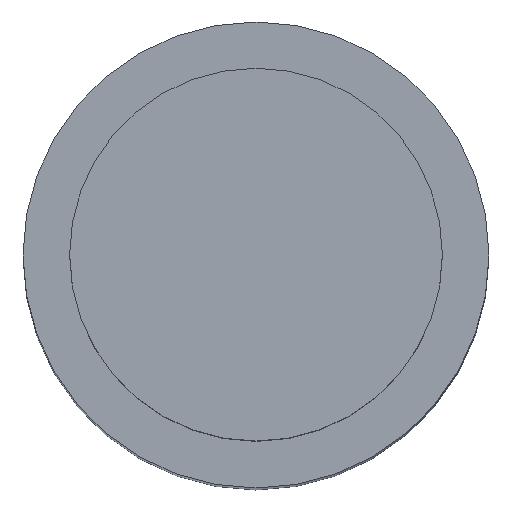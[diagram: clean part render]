
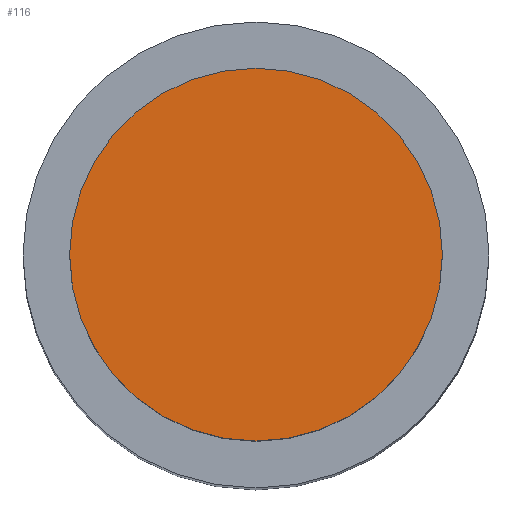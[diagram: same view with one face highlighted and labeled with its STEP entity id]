
A CAD part, top view. The second image highlights one B-rep face of the part: STEP entity #116.
In plain terms, the highlighted planar face has unit normal (0, 0, 1).
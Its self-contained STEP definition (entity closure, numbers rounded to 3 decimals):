
#22=PLANE('',#147);
#31=FACE_OUTER_BOUND('',#43,.T.);
#43=EDGE_LOOP('',(#103));
#57=CIRCLE('',#142,10.);
#65=VERTEX_POINT('',#207);
#75=EDGE_CURVE('',#65,#65,#57,.T.);
#103=ORIENTED_EDGE('',*,*,#75,.T.);
#116=ADVANCED_FACE('',(#31),#22,.T.);
#142=AXIS2_PLACEMENT_3D('',#208,#174,#175);
#147=AXIS2_PLACEMENT_3D('',#217,#186,#187);
#174=DIRECTION('center_axis',(0.,0.,1.));
#175=DIRECTION('ref_axis',(-1.,0.,0.));
#186=DIRECTION('center_axis',(0.,0.,1.));
#187=DIRECTION('ref_axis',(-1.,0.,0.));
#207=CARTESIAN_POINT('',(10.,0.,221.));
#208=CARTESIAN_POINT('Origin',(0.,0.,221.));
#217=CARTESIAN_POINT('Origin',(0.,0.,221.));
